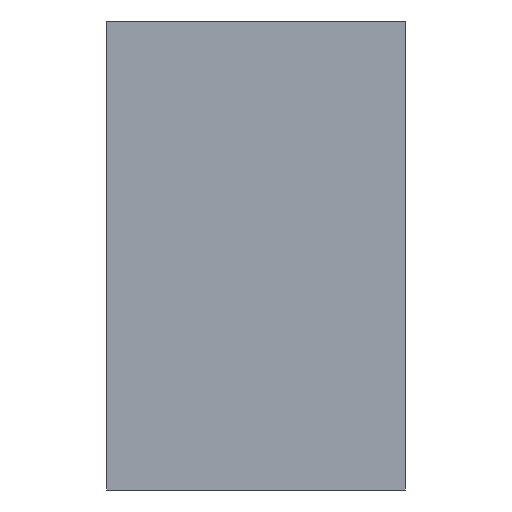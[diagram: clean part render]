
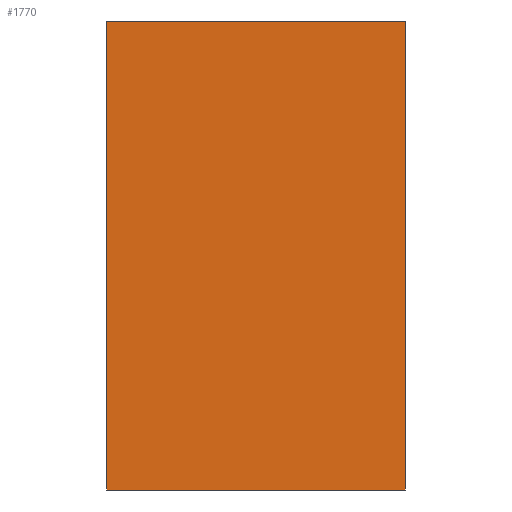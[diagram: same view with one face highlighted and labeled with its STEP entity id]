
A CAD part, front view. The second image highlights one B-rep face of the part: STEP entity #1770.
In plain terms, the highlighted planar face has unit normal (0, -1, 0).
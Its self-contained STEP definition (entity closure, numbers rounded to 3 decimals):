
#633=DIRECTION('',(1.,0.,0.));
#634=VECTOR('',#633,64.);
#635=CARTESIAN_POINT('',(-32.,-14.,50.));
#636=LINE('',#635,#634);
#637=DIRECTION('',(0.,0.,-1.));
#638=VECTOR('',#637,100.282);
#639=CARTESIAN_POINT('',(32.,-14.,50.));
#640=LINE('',#639,#638);
#641=DIRECTION('',(-1.,0.,0.));
#642=VECTOR('',#641,64.);
#643=CARTESIAN_POINT('',(32.,-14.,-50.282));
#644=LINE('',#643,#642);
#645=DIRECTION('',(0.,0.,1.));
#646=VECTOR('',#645,100.282);
#647=CARTESIAN_POINT('',(-32.,-14.,-50.282));
#648=LINE('',#647,#646);
#803=CARTESIAN_POINT('',(-32.,-14.,50.));
#804=CARTESIAN_POINT('',(32.,-14.,50.));
#805=VERTEX_POINT('',#803);
#806=VERTEX_POINT('',#804);
#807=CARTESIAN_POINT('',(32.,-14.,-50.282));
#808=VERTEX_POINT('',#807);
#809=CARTESIAN_POINT('',(-32.,-14.,-50.282));
#810=VERTEX_POINT('',#809);
#1758=CARTESIAN_POINT('',(0.,-14.,0.));
#1759=DIRECTION('',(0.,1.,0.));
#1760=DIRECTION('',(1.,0.,0.));
#1761=AXIS2_PLACEMENT_3D('',#1758,#1759,#1760);
#1762=PLANE('',#1761);
#1764=ORIENTED_EDGE('',*,*,#1763,.T.);
#1765=ORIENTED_EDGE('',*,*,#1062,.T.);
#1766=ORIENTED_EDGE('',*,*,#1752,.T.);
#1767=ORIENTED_EDGE('',*,*,#923,.T.);
#1768=EDGE_LOOP('',(#1764,#1765,#1766,#1767));
#1769=FACE_OUTER_BOUND('',#1768,.F.);
#1770=ADVANCED_FACE('',(#1769),#1762,.F.);
#923=EDGE_CURVE('',#810,#805,#648,.T.);
#1062=EDGE_CURVE('',#806,#808,#640,.T.);
#1752=EDGE_CURVE('',#808,#810,#644,.T.);
#1763=EDGE_CURVE('',#805,#806,#636,.T.);
